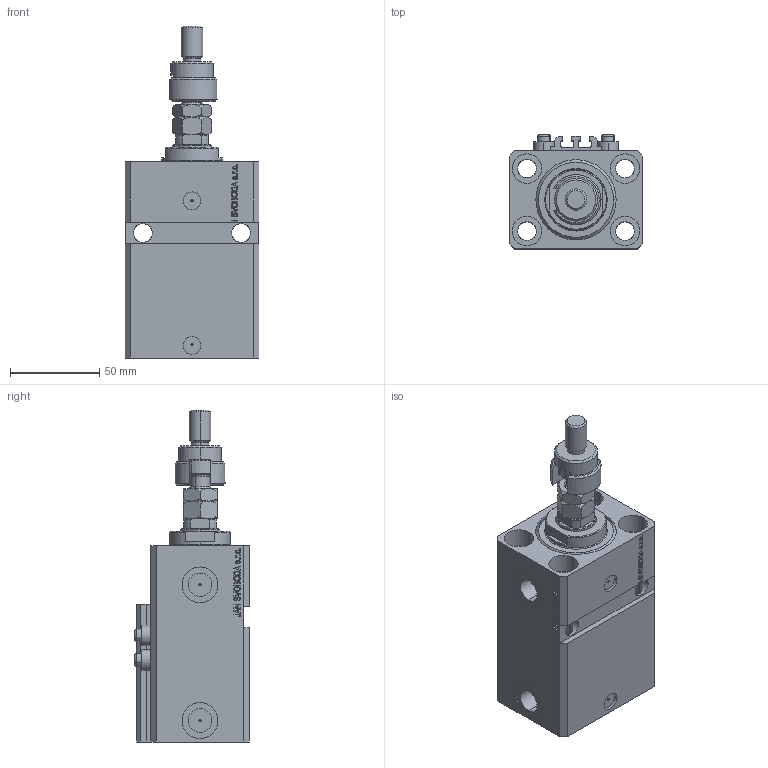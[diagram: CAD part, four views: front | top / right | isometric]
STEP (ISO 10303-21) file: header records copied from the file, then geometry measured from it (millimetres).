
FILE_DESCRIPTION (( 'STEP AP203' ), '1' );
FILE_NAME ('9a10.STEP', '2022-04-09T18:07:12', ( '' ), ( '' ), 'SwSTEP 2.0', 'SolidWorks 2019', '' );
FILE_SCHEMA (( 'CONFIG_CONTROL_DESIGN' ));
Length unit declared in the file: millimetre
Products named in the file (8): V250CE_VC_E 48d589ef25bfa182ee6cba9c11628a7b; DFA 48d589ef25bfa182ee6cba9c11628a7b; V250CE_C_VCP 48d589ef25bfa182ee6cba9c11628a7b; MFA 48d589ef25bfa182ee6cba9c11628a7b; V250CE_E_Body 48d589ef25bfa182ee6cba9c11628a7b; ALLEN BOLT V250CE 48d589ef25bfa182ee6cba9c11628a7b; 9a10; FEMALE_PART_FOR_DFA 48d589ef25bfa182ee6cba9c11628a7b
Assembly tree (10 placements, depth 3):
  9a10
    V250CE_E_Body 48d589ef25bfa182ee6cba9c11628a7b
    ALLEN BOLT V250CE 48d589ef25bfa182ee6cba9c11628a7b  x4
    V250CE_C_VCP 48d589ef25bfa182ee6cba9c11628a7b
    V250CE_VC_E 48d589ef25bfa182ee6cba9c11628a7b
    DFA 48d589ef25bfa182ee6cba9c11628a7b
      FEMALE_PART_FOR_DFA 48d589ef25bfa182ee6cba9c11628a7b
      MFA 48d589ef25bfa182ee6cba9c11628a7b
Bounding box: 75 x 64 x 185.9 mm (x, y, z)
Volume: 405633.6 mm3; surface area: 103848.5 mm2
Topology: 10 solids, 10 shells, 1149 faces, 2844 edges, 1831 vertices
Faces by surface type: plane 542, bspline 354, cylinder 139, cone 96, torus 18
Entity records: 49631 total; most frequent: CARTESIAN_POINT 25407, ORIENTED_EDGE 5378, DIRECTION 3649, EDGE_CURVE 2689, VERTEX_POINT 1747, VECTOR 1579, LINE 1579, EDGE_LOOP 1208
